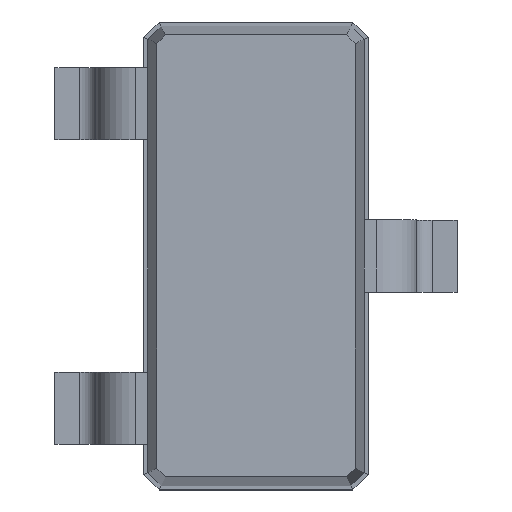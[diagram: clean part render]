
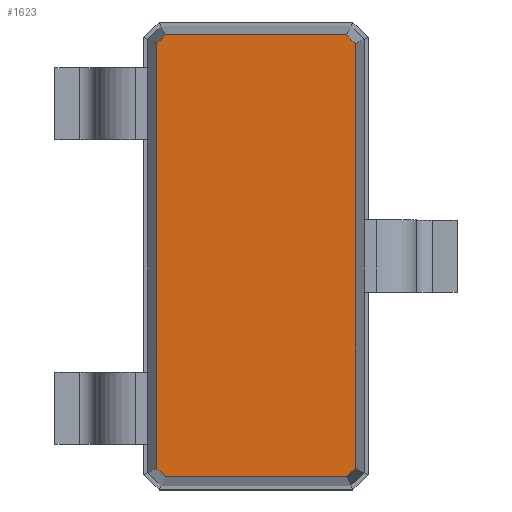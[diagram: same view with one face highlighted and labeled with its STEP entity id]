
A CAD part, top view. The second image highlights one B-rep face of the part: STEP entity #1623.
In plain terms, the highlighted planar face has unit normal (0, 0, 1).
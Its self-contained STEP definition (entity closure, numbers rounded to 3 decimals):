
#749 = VERTEX_POINT('',#750);
#750 = CARTESIAN_POINT('',(0.565,1.379,1.04));
#755 = EDGE_CURVE('',#756,#749,#758,.T.);
#756 = VERTEX_POINT('',#757);
#757 = CARTESIAN_POINT('',(-0.565,1.379,1.04));
#758 = LINE('',#759,#760);
#759 = CARTESIAN_POINT('',(-0.565,1.379,1.04));
#760 = VECTOR('',#761,1.);
#761 = DIRECTION('',(1.,0.,0.));
#1606 = VERTEX_POINT('',#1607);
#1607 = CARTESIAN_POINT('',(0.619,1.325,1.04));
#1612 = EDGE_CURVE('',#749,#1606,#1613,.T.);
#1613 = LINE('',#1614,#1615);
#1614 = CARTESIAN_POINT('',(0.565,1.379,1.04));
#1615 = VECTOR('',#1616,1.);
#1616 = DIRECTION('',(0.707,-0.707,0.));
#1623 = ADVANCED_FACE('',(#1624),#1674,.T.);
#1624 = FACE_BOUND('',#1625,.F.);
#1625 = EDGE_LOOP('',(#1626,#1627,#1628,#1636,#1644,#1652,#1660,#1668));
#1626 = ORIENTED_EDGE('',*,*,#755,.T.);
#1627 = ORIENTED_EDGE('',*,*,#1612,.T.);
#1628 = ORIENTED_EDGE('',*,*,#1629,.T.);
#1629 = EDGE_CURVE('',#1606,#1630,#1632,.T.);
#1630 = VERTEX_POINT('',#1631);
#1631 = CARTESIAN_POINT('',(0.619,-1.325,1.04));
#1632 = LINE('',#1633,#1634);
#1633 = CARTESIAN_POINT('',(0.619,1.325,1.04));
#1634 = VECTOR('',#1635,1.);
#1635 = DIRECTION('',(0.,-1.,0.));
#1636 = ORIENTED_EDGE('',*,*,#1637,.T.);
#1637 = EDGE_CURVE('',#1630,#1638,#1640,.T.);
#1638 = VERTEX_POINT('',#1639);
#1639 = CARTESIAN_POINT('',(0.565,-1.379,1.04));
#1640 = LINE('',#1641,#1642);
#1641 = CARTESIAN_POINT('',(0.619,-1.325,1.04));
#1642 = VECTOR('',#1643,1.);
#1643 = DIRECTION('',(-0.707,-0.707,0.));
#1644 = ORIENTED_EDGE('',*,*,#1645,.T.);
#1645 = EDGE_CURVE('',#1638,#1646,#1648,.T.);
#1646 = VERTEX_POINT('',#1647);
#1647 = CARTESIAN_POINT('',(-0.565,-1.379,1.04));
#1648 = LINE('',#1649,#1650);
#1649 = CARTESIAN_POINT('',(0.565,-1.379,1.04));
#1650 = VECTOR('',#1651,1.);
#1651 = DIRECTION('',(-1.,0.,0.));
#1652 = ORIENTED_EDGE('',*,*,#1653,.T.);
#1653 = EDGE_CURVE('',#1646,#1654,#1656,.T.);
#1654 = VERTEX_POINT('',#1655);
#1655 = CARTESIAN_POINT('',(-0.619,-1.325,1.04));
#1656 = LINE('',#1657,#1658);
#1657 = CARTESIAN_POINT('',(-0.565,-1.379,1.04));
#1658 = VECTOR('',#1659,1.);
#1659 = DIRECTION('',(-0.707,0.707,0.));
#1660 = ORIENTED_EDGE('',*,*,#1661,.T.);
#1661 = EDGE_CURVE('',#1654,#1662,#1664,.T.);
#1662 = VERTEX_POINT('',#1663);
#1663 = CARTESIAN_POINT('',(-0.619,1.325,1.04));
#1664 = LINE('',#1665,#1666);
#1665 = CARTESIAN_POINT('',(-0.619,-1.325,1.04));
#1666 = VECTOR('',#1667,1.);
#1667 = DIRECTION('',(0.,1.,0.));
#1668 = ORIENTED_EDGE('',*,*,#1669,.T.);
#1669 = EDGE_CURVE('',#1662,#756,#1670,.T.);
#1670 = LINE('',#1671,#1672);
#1671 = CARTESIAN_POINT('',(-0.619,1.325,1.04));
#1672 = VECTOR('',#1673,1.);
#1673 = DIRECTION('',(0.707,0.707,0.));
#1674 = PLANE('',#1675);
#1675 = AXIS2_PLACEMENT_3D('',#1676,#1677,#1678);
#1676 = CARTESIAN_POINT('',(-0.565,1.379,1.04));
#1677 = DIRECTION('',(0.,0.,1.));
#1678 = DIRECTION('',(0.379,-0.925,0.));
